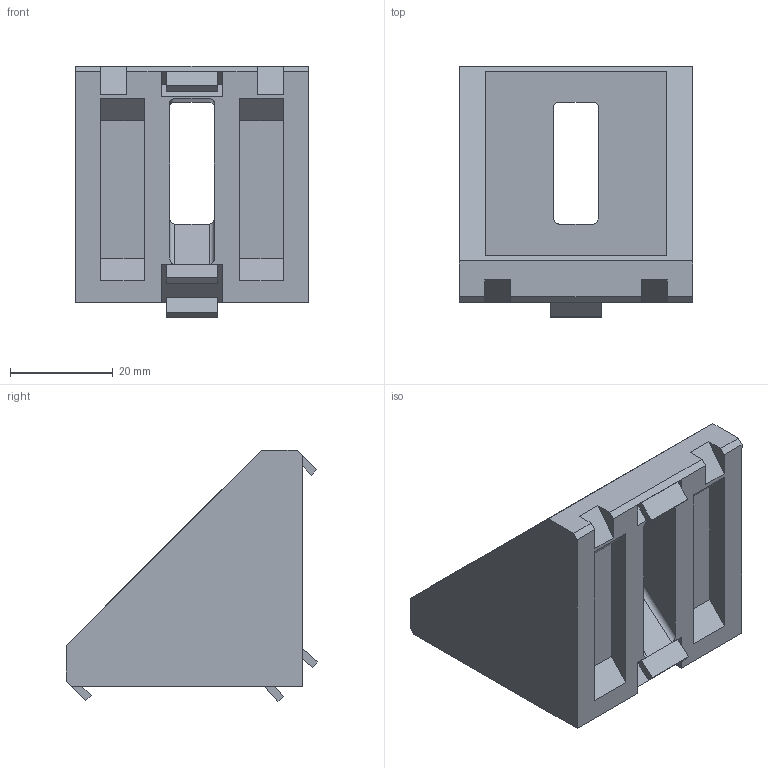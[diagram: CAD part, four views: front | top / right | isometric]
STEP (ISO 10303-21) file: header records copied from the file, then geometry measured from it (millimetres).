
FILE_DESCRIPTION (( 'STEP AP214' ), '1' );
FILE_NAME ('SNSS.30.70.15 Óãëîâîé àëþìèíèåâûé ñîåäèíèòåëü 50x50, ïàç 10(T06).STEP', '2018-06-13T08:34:28', ( '' ), ( '' ), 'SwSTEP 2.0', 'SolidWorks 2018', '' );
FILE_SCHEMA (( 'AUTOMOTIVE_DESIGN' ));
Length unit declared in the file: millimetre
Products named in the file (1): SNSS.30.70.15 Óãëîâîé àëþìèíèåâûé ñîåäèíèòåëü 50x50, ïàç 10(T06)
Bounding box: 45.42 x 49.01 x 49.01 mm (x, y, z)
Volume: 31157.5 mm3; surface area: 14218.7 mm2
Topology: 5 solids, 5 shells, 100 faces, 253 edges, 166 vertices
Faces by surface type: plane 92, cylinder 8
Entity records: 3011 total; most frequent: CARTESIAN_POINT 568, ORIENTED_EDGE 506, DIRECTION 439, EDGE_CURVE 253, LINE 237, VECTOR 237, VERTEX_POINT 166, EDGE_LOOP 107
